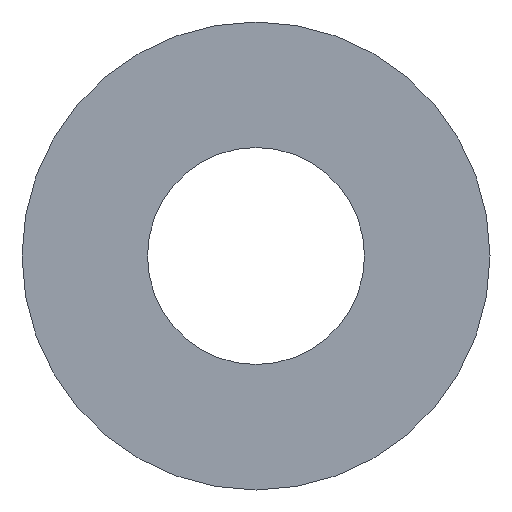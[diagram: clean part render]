
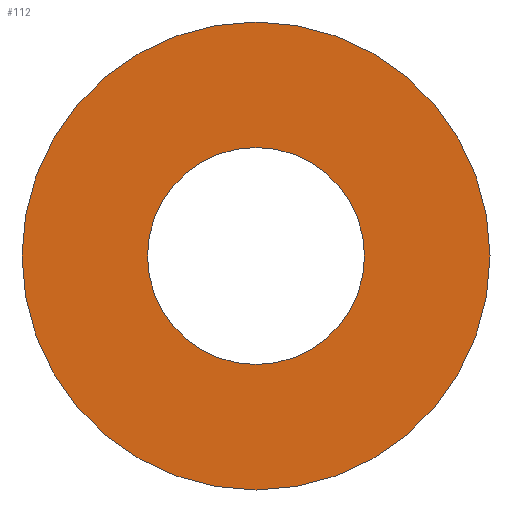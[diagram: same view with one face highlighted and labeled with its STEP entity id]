
A CAD part, left-side view. The second image highlights one B-rep face of the part: STEP entity #112.
In plain terms, the highlighted planar face has unit normal (-1, 0, 0).
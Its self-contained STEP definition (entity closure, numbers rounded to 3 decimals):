
#88 = VERTEX_POINT( '', #201 );
#106 = EDGE_CURVE( '', #126, #164, #224, .T. );
#112 = ADVANCED_FACE( '', ( #231, #232 ), #233, .T. );
#114 = VERTEX_POINT( '', #235 );
#124 = EDGE_CURVE( '', #114, #88, #247, .T. );
#126 = VERTEX_POINT( '', #249 );
#132 = EDGE_CURVE( '', #164, #126, #255, .T. );
#160 = EDGE_CURVE( '', #88, #114, #285, .T. );
#164 = VERTEX_POINT( '', #290 );
#201 = CARTESIAN_POINT( '', ( -53., -44., 0. ) );
#224 = CIRCLE( '', #349, 20.4 );
#231 = FACE_BOUND( '', #357, .T. );
#232 = FACE_OUTER_BOUND( '', #358, .T. );
#233 = PLANE( '', #359 );
#235 = CARTESIAN_POINT( '', ( -53., 44., 0. ) );
#247 = CIRCLE( '', #378, 44. );
#249 = CARTESIAN_POINT( '', ( -53., -20.4, 0. ) );
#255 = CIRCLE( '', #389, 20.4 );
#285 = CIRCLE( '', #429, 44. );
#290 = CARTESIAN_POINT( '', ( -53., 20.4, 0. ) );
#349 = AXIS2_PLACEMENT_3D( '', #488, #489, #490 );
#357 = EDGE_LOOP( '', ( #503, #504 ) );
#358 = EDGE_LOOP( '', ( #505, #506 ) );
#359 = AXIS2_PLACEMENT_3D( '', #507, #508, #509 );
#378 = AXIS2_PLACEMENT_3D( '', #520, #521, #522 );
#389 = AXIS2_PLACEMENT_3D( '', #524, #525, #526 );
#429 = AXIS2_PLACEMENT_3D( '', #564, #565, #566 );
#488 = CARTESIAN_POINT( '', ( -53., 0., 0. ) );
#489 = DIRECTION( '', ( -1., 0., 0. ) );
#490 = DIRECTION( '', ( 0., 1., 0. ) );
#503 = ORIENTED_EDGE( '', *, *, #132, .F. );
#504 = ORIENTED_EDGE( '', *, *, #106, .F. );
#505 = ORIENTED_EDGE( '', *, *, #124, .T. );
#506 = ORIENTED_EDGE( '', *, *, #160, .T. );
#507 = CARTESIAN_POINT( '', ( -53., 32.2, 0. ) );
#508 = DIRECTION( '', ( -1., 0., 0. ) );
#509 = DIRECTION( '', ( 0., 1., 0. ) );
#520 = CARTESIAN_POINT( '', ( -53., 0., 0. ) );
#521 = DIRECTION( '', ( -1., 0., 0. ) );
#522 = DIRECTION( '', ( 0., 1., 0. ) );
#524 = CARTESIAN_POINT( '', ( -53., 0., 0. ) );
#525 = DIRECTION( '', ( -1., 0., 0. ) );
#526 = DIRECTION( '', ( 0., 1., 0. ) );
#564 = CARTESIAN_POINT( '', ( -53., 0., 0. ) );
#565 = DIRECTION( '', ( -1., 0., 0. ) );
#566 = DIRECTION( '', ( 0., 1., 0. ) );
